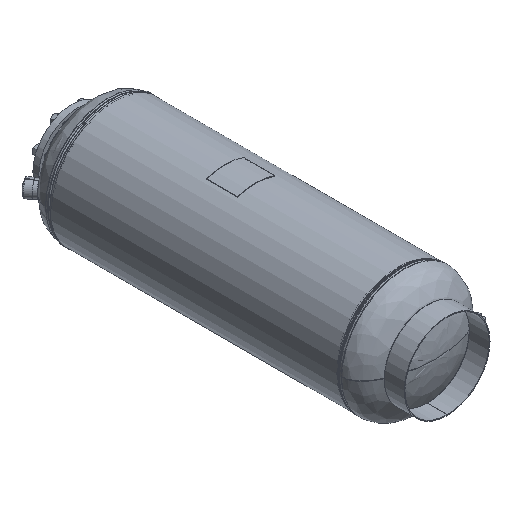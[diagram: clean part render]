
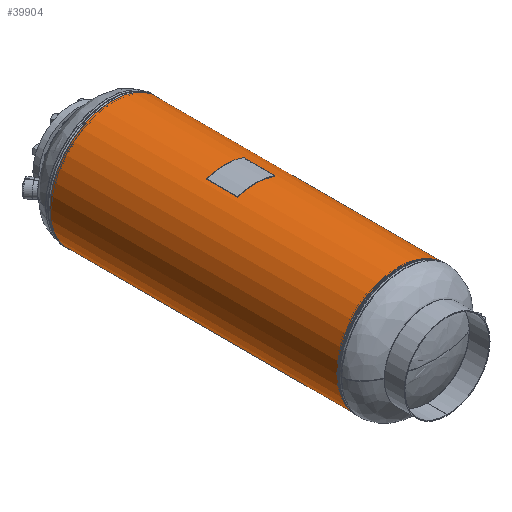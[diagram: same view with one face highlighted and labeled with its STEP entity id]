
A CAD part, isometric view. The second image highlights one B-rep face of the part: STEP entity #39904.
In plain terms, the highlighted cylindrical face has radius 202.463 mm (diameter 404.927 mm), a full revolution.
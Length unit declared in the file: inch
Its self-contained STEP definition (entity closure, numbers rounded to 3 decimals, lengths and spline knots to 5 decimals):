
#2112 = DIRECTION ( 'NONE',  ( 0., 0., -1. ) ) ;
#4210 = EDGE_CURVE ( 'NONE', #31152, #19223, #39400, .T. ) ;
#5080 = AXIS2_PLACEMENT_3D ( 'NONE', #5527, #22463, #25119 ) ;
#5311 = FACE_OUTER_BOUND ( 'NONE', #10451, .T. ) ;
#5527 = CARTESIAN_POINT ( 'NONE',  ( 0., 0., 0. ) ) ;
#5629 = CARTESIAN_POINT ( 'NONE',  ( 0.00139, 0., -7.971 ) ) ;
#5743 = EDGE_CURVE ( 'NONE', #19223, #25724, #32283, .T. ) ;
#6589 = CARTESIAN_POINT ( 'NONE',  ( 0., 36.875, -7.971 ) ) ;
#7691 = VECTOR ( 'NONE', #39191, 39.37008 ) ;
#9581 = AXIS2_PLACEMENT_3D ( 'NONE', #17849, #21591, #34962 ) ;
#9635 = EDGE_CURVE ( 'NONE', #27813, #25724, #39274, .T. ) ;
#10451 = EDGE_LOOP ( 'NONE', ( #41110, #28461, #12722, #22414 ) ) ;
#12722 = ORIENTED_EDGE ( 'NONE', *, *, #4210, .T. ) ;
#16159 = AXIS2_PLACEMENT_3D ( 'NONE', #42964, #32230, #2112 ) ;
#17849 = CARTESIAN_POINT ( 'NONE',  ( 0., 0., 0. ) ) ;
#18850 = DIRECTION ( 'NONE',  ( 0., 1., 0. ) ) ;
#19223 = VERTEX_POINT ( 'NONE', #20380 ) ;
#19420 = CIRCLE ( 'NONE', #9581, 7.971 ) ;
#20380 = CARTESIAN_POINT ( 'NONE',  ( 0.00139, 36.875, -7.971 ) ) ;
#21591 = DIRECTION ( 'NONE',  ( 0., -1., 0. ) ) ;
#22222 = VECTOR ( 'NONE', #18850, 39.37008 ) ;
#22414 = ORIENTED_EDGE ( 'NONE', *, *, #5743, .T. ) ;
#22463 = DIRECTION ( 'NONE',  ( 0., -1., 0. ) ) ;
#24387 = CARTESIAN_POINT ( 'NONE',  ( 0., 0., -7.971 ) ) ;
#25119 = DIRECTION ( 'NONE',  ( 0., 0., -1. ) ) ;
#25724 = VERTEX_POINT ( 'NONE', #6589 ) ;
#27813 = VERTEX_POINT ( 'NONE', #24387 ) ;
#28461 = ORIENTED_EDGE ( 'NONE', *, *, #35256, .F. ) ;
#28746 = CARTESIAN_POINT ( 'NONE',  ( 0., 0., -7.971 ) ) ;
#31152 = VERTEX_POINT ( 'NONE', #5629 ) ;
#32119 = CYLINDRICAL_SURFACE ( 'NONE', #5080, 7.971 ) ;
#32230 = DIRECTION ( 'NONE',  ( 0., -1., 0. ) ) ;
#32283 = CIRCLE ( 'NONE', #16159, 7.971 ) ;
#32373 = CARTESIAN_POINT ( 'NONE',  ( 0.00139, 0., -7.971 ) ) ;
#34962 = DIRECTION ( 'NONE',  ( 0., 0., -1. ) ) ;
#35256 = EDGE_CURVE ( 'NONE', #31152, #27813, #19420, .T. ) ;
#39191 = DIRECTION ( 'NONE',  ( 0., 1., 0. ) ) ;
#39274 = LINE ( 'NONE', #28746, #22222 ) ;
#39400 = LINE ( 'NONE', #32373, #7691 ) ;
#39904 = ADVANCED_FACE ( 'NONE', ( #5311 ), #32119, .T. ) ;
#41110 = ORIENTED_EDGE ( 'NONE', *, *, #9635, .F. ) ;
#42964 = CARTESIAN_POINT ( 'NONE',  ( 0., 36.875, 0. ) ) ;
